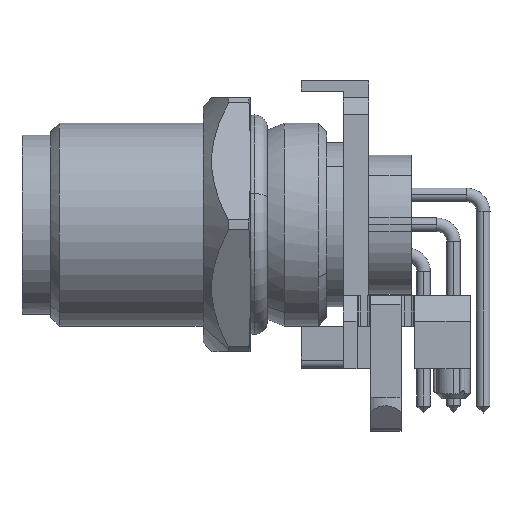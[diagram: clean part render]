
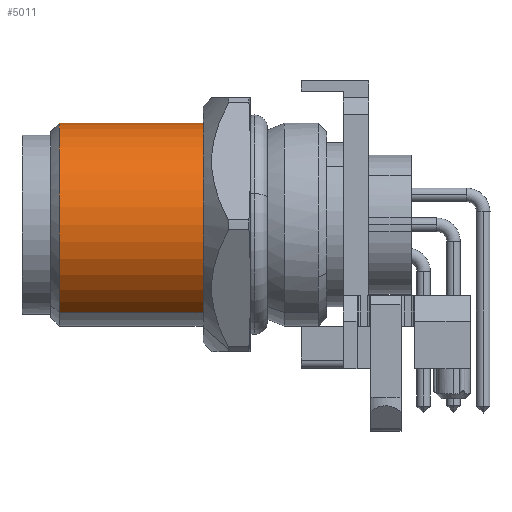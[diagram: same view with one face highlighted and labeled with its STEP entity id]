
A CAD part, left-side view. The second image highlights one B-rep face of the part: STEP entity #5011.
In plain terms, the highlighted cylindrical face has radius 6 mm (diameter 12 mm), a partial arc.
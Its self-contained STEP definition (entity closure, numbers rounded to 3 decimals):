
#4940=AXIS2_PLACEMENT_3D('Circle Axis2P3D',#4938,#4939,$) ;
#4961=AXIS2_PLACEMENT_3D('Circle Axis2P3D',#4959,#4960,$) ;
#5003=AXIS2_PLACEMENT_3D('Cylinder Axis2P3D',#5000,#5001,#5002) ;
#4911=CARTESIAN_POINT('Vertex',(6.5,25.46,7.004)) ;
#4918=CARTESIAN_POINT('Vertex',(12.5,25.46,17.396)) ;
#4938=CARTESIAN_POINT('Axis2P3D Location',(9.5,25.46,12.2)) ;
#4959=CARTESIAN_POINT('Axis2P3D Location',(9.5,16.96,12.2)) ;
#4963=CARTESIAN_POINT('Vertex',(6.5,16.96,7.004)) ;
#4965=CARTESIAN_POINT('Vertex',(12.5,16.96,17.396)) ;
#4983=CARTESIAN_POINT('Line Origine',(6.5,21.46,7.004)) ;
#4988=CARTESIAN_POINT('Line Origine',(12.5,21.46,17.396)) ;
#5000=CARTESIAN_POINT('Axis2P3D Location',(9.5,21.46,12.2)) ;
#4939=DIRECTION('Axis2P3D Direction',(0.,-1.,0.)) ;
#4960=DIRECTION('Axis2P3D Direction',(0.,1.,0.)) ;
#4984=DIRECTION('Vector Direction',(0.,1.,0.)) ;
#4989=DIRECTION('Vector Direction',(0.,1.,0.)) ;
#5001=DIRECTION('Axis2P3D Direction',(0.,1.,0.)) ;
#5002=DIRECTION('Axis2P3D XDirection',(-0.5,0.,-0.866)) ;
#4985=VECTOR('Line Direction',#4984,1.) ;
#4990=VECTOR('Line Direction',#4989,1.) ;
#5006=ORIENTED_EDGE('',*,*,#4992,.F.) ;
#5007=ORIENTED_EDGE('',*,*,#4942,.F.) ;
#5008=ORIENTED_EDGE('',*,*,#4987,.F.) ;
#5009=ORIENTED_EDGE('',*,*,#4967,.T.) ;
#5011=ADVANCED_FACE('Hauptk\X2\00F6\X0\rper',(#5010),#5004,.T.) ;
#4941=CIRCLE('generated circle',#4940,6.) ;
#4962=CIRCLE('generated circle',#4961,6.) ;
#5004=CYLINDRICAL_SURFACE('generated cylinder',#5003,6.) ;
#4942=EDGE_CURVE('',#4912,#4919,#4941,.F.) ;
#4967=EDGE_CURVE('',#4964,#4966,#4962,.T.) ;
#4987=EDGE_CURVE('',#4964,#4912,#4986,.T.) ;
#4992=EDGE_CURVE('',#4919,#4966,#4991,.F.) ;
#5005=EDGE_LOOP('',(#5006,#5007,#5008,#5009)) ;
#5010=FACE_OUTER_BOUND('',#5005,.T.) ;
#4986=LINE('Line',#4983,#4985) ;
#4991=LINE('Line',#4988,#4990) ;
#4912=VERTEX_POINT('',#4911) ;
#4919=VERTEX_POINT('',#4918) ;
#4964=VERTEX_POINT('',#4963) ;
#4966=VERTEX_POINT('',#4965) ;
